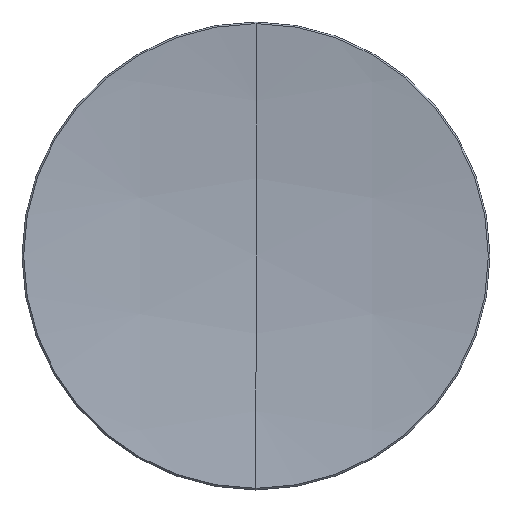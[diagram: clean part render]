
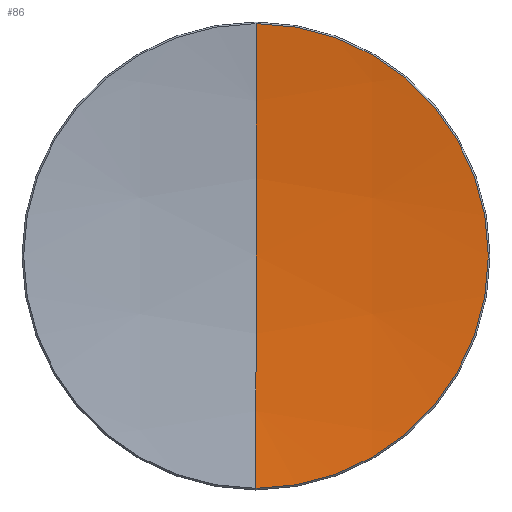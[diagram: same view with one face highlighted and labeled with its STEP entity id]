
A CAD part, top view. The second image highlights one B-rep face of the part: STEP entity #86.
In plain terms, the highlighted spherical face has radius 193.41 mm.
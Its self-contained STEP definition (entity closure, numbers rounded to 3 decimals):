
#4 = AXIS2_PLACEMENT_3D ( 'NONE', #209, #158, #107 ) ;
#15 = VERTEX_POINT ( 'NONE', #69 ) ;
#20 = VERTEX_POINT ( 'NONE', #171 ) ;
#23 = SPHERICAL_SURFACE ( 'NONE', #120, 193.41 ) ;
#25 = FACE_OUTER_BOUND ( 'NONE', #40, .T. ) ;
#38 = VERTEX_POINT ( 'NONE', #279 ) ;
#40 = EDGE_LOOP ( 'NONE', ( #208, #255, #190, #147 ) ) ;
#51 = EDGE_CURVE ( 'NONE', #15, #20, #215, .T. ) ;
#55 = CARTESIAN_POINT ( 'NONE',  ( 0., 0., 208.635 ) ) ;
#65 = EDGE_CURVE ( 'NONE', #38, #277, #257, .T. ) ;
#69 = CARTESIAN_POINT ( 'NONE',  ( 0., -25.223, 16.877 ) ) ;
#72 = AXIS2_PLACEMENT_3D ( 'NONE', #55, #269, #101 ) ;
#86 = ADVANCED_FACE ( 'NONE', ( #25 ), #23, .F. ) ;
#101 = DIRECTION ( 'NONE',  ( 0., -1., 0. ) ) ;
#107 = DIRECTION ( 'NONE',  ( 1., 0., 0. ) ) ;
#116 = DIRECTION ( 'NONE',  ( 1., 0., 0. ) ) ;
#120 = AXIS2_PLACEMENT_3D ( 'NONE', #280, #219, #167 ) ;
#134 = CARTESIAN_POINT ( 'NONE',  ( 0., 0., 16.877 ) ) ;
#147 = ORIENTED_EDGE ( 'NONE', *, *, #168, .T. ) ;
#152 = DIRECTION ( 'NONE',  ( 1., 0., 0. ) ) ;
#158 = DIRECTION ( 'NONE',  ( 0., 0., 1. ) ) ;
#166 = AXIS2_PLACEMENT_3D ( 'NONE', #241, #116, #220 ) ;
#167 = DIRECTION ( 'NONE',  ( 0., 1., 0. ) ) ;
#168 = EDGE_CURVE ( 'NONE', #20, #277, #186, .T. ) ;
#171 = CARTESIAN_POINT ( 'NONE',  ( 25.223, 0., 16.877 ) ) ;
#186 = CIRCLE ( 'NONE', #4, 25.223 ) ;
#190 = ORIENTED_EDGE ( 'NONE', *, *, #51, .T. ) ;
#193 = DIRECTION ( 'NONE',  ( 0., 0., 1. ) ) ;
#204 = EDGE_CURVE ( 'NONE', #38, #15, #226, .T. ) ;
#208 = ORIENTED_EDGE ( 'NONE', *, *, #65, .F. ) ;
#209 = CARTESIAN_POINT ( 'NONE',  ( 0., 0., 16.877 ) ) ;
#211 = AXIS2_PLACEMENT_3D ( 'NONE', #134, #193, #152 ) ;
#215 = CIRCLE ( 'NONE', #211, 25.223 ) ;
#219 = DIRECTION ( 'NONE',  ( -1., 0., 0. ) ) ;
#220 = DIRECTION ( 'NONE',  ( 0., 0., -1. ) ) ;
#226 = CIRCLE ( 'NONE', #72, 193.41 ) ;
#235 = CARTESIAN_POINT ( 'NONE',  ( 0., 25.223, 16.877 ) ) ;
#241 = CARTESIAN_POINT ( 'NONE',  ( 0., 0., 208.635 ) ) ;
#255 = ORIENTED_EDGE ( 'NONE', *, *, #204, .T. ) ;
#257 = CIRCLE ( 'NONE', #166, 193.41 ) ;
#269 = DIRECTION ( 'NONE',  ( -1., 0., 0. ) ) ;
#277 = VERTEX_POINT ( 'NONE', #235 ) ;
#279 = CARTESIAN_POINT ( 'NONE',  ( 0., 0., 15.225 ) ) ;
#280 = CARTESIAN_POINT ( 'NONE',  ( 0., 0., 208.635 ) ) ;
